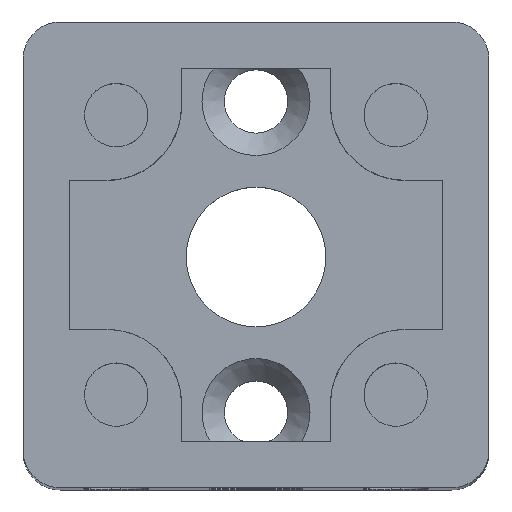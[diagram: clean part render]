
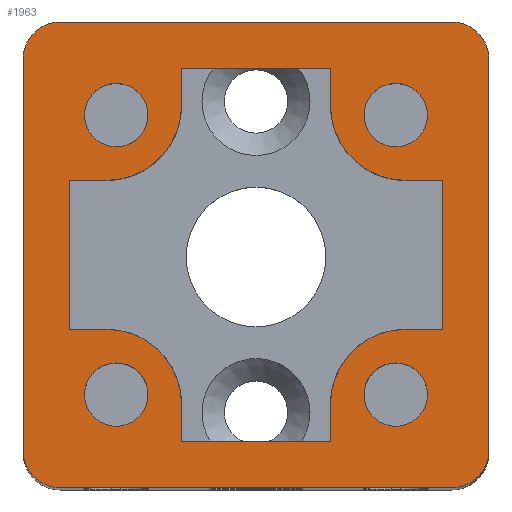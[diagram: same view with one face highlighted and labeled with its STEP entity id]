
A CAD part, top view. The second image highlights one B-rep face of the part: STEP entity #1963.
In plain terms, the highlighted planar face has unit normal (0, 0, 1).
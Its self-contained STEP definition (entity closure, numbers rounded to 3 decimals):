
#48=FACE_BOUND('',#306,.T.);
#49=FACE_BOUND('',#307,.T.);
#50=FACE_BOUND('',#308,.T.);
#51=FACE_BOUND('',#309,.T.);
#52=FACE_BOUND('',#310,.T.);
#131=PLANE('',#2132);
#205=FACE_OUTER_BOUND('',#305,.T.);
#305=EDGE_LOOP('',(#1570,#1571,#1572,#1573,#1574,#1575,#1576,#1577));
#306=EDGE_LOOP('',(#1578));
#307=EDGE_LOOP('',(#1579));
#308=EDGE_LOOP('',(#1580));
#309=EDGE_LOOP('',(#1581,#1582,#1583,#1584,#1585,#1586,#1587,#1588,#1589,
#1590,#1591,#1592,#1593,#1594,#1595,#1596));
#310=EDGE_LOOP('',(#1597));
#440=LINE('',#3061,#609);
#464=LINE('',#3234,#633);
#471=LINE('',#3260,#640);
#472=LINE('',#3264,#641);
#473=LINE('',#3268,#642);
#474=LINE('',#3271,#643);
#475=LINE('',#3274,#644);
#476=LINE('',#3276,#645);
#477=LINE('',#3279,#646);
#478=LINE('',#3281,#647);
#479=LINE('',#3285,#648);
#480=LINE('',#3287,#649);
#481=LINE('',#3289,#650);
#482=LINE('',#3293,#651);
#483=LINE('',#3295,#652);
#484=LINE('',#3296,#653);
#609=VECTOR('',#2426,10.);
#633=VECTOR('',#2500,10.);
#640=VECTOR('',#2527,10.);
#641=VECTOR('',#2530,10.);
#642=VECTOR('',#2533,10.);
#643=VECTOR('',#2536,10.);
#644=VECTOR('',#2539,10.);
#645=VECTOR('',#2540,10.);
#646=VECTOR('',#2543,10.);
#647=VECTOR('',#2544,10.);
#648=VECTOR('',#2547,10.);
#649=VECTOR('',#2548,10.);
#650=VECTOR('',#2549,10.);
#651=VECTOR('',#2552,10.);
#652=VECTOR('',#2553,10.);
#653=VECTOR('',#2554,10.);
#744=CIRCLE('',#2112,1.7);
#745=CIRCLE('',#2118,1.7);
#747=CIRCLE('',#2131,4.);
#748=CIRCLE('',#2133,2.);
#749=CIRCLE('',#2134,2.);
#750=CIRCLE('',#2135,2.);
#751=CIRCLE('',#2136,2.);
#752=CIRCLE('',#2137,1.7);
#753=CIRCLE('',#2138,4.);
#754=CIRCLE('',#2139,4.);
#755=CIRCLE('',#2140,4.);
#756=CIRCLE('',#2141,1.7);
#853=VERTEX_POINT('',#3058);
#854=VERTEX_POINT('',#3060);
#876=VERTEX_POINT('',#3162);
#879=VERTEX_POINT('',#3188);
#891=VERTEX_POINT('',#3231);
#892=VERTEX_POINT('',#3233);
#897=VERTEX_POINT('',#3250);
#898=VERTEX_POINT('',#3252);
#899=VERTEX_POINT('',#3256);
#900=VERTEX_POINT('',#3257);
#901=VERTEX_POINT('',#3259);
#902=VERTEX_POINT('',#3261);
#903=VERTEX_POINT('',#3263);
#904=VERTEX_POINT('',#3265);
#905=VERTEX_POINT('',#3267);
#906=VERTEX_POINT('',#3269);
#907=VERTEX_POINT('',#3272);
#908=VERTEX_POINT('',#3275);
#909=VERTEX_POINT('',#3277);
#910=VERTEX_POINT('',#3280);
#911=VERTEX_POINT('',#3282);
#912=VERTEX_POINT('',#3284);
#913=VERTEX_POINT('',#3286);
#914=VERTEX_POINT('',#3288);
#915=VERTEX_POINT('',#3290);
#916=VERTEX_POINT('',#3292);
#917=VERTEX_POINT('',#3294);
#918=VERTEX_POINT('',#3297);
#1088=EDGE_CURVE('',#854,#853,#440,.T.);
#1118=EDGE_CURVE('',#876,#876,#744,.T.);
#1125=EDGE_CURVE('',#879,#879,#745,.T.);
#1141=EDGE_CURVE('',#892,#891,#464,.T.);
#1150=EDGE_CURVE('',#897,#898,#747,.T.);
#1152=EDGE_CURVE('',#899,#900,#748,.T.);
#1153=EDGE_CURVE('',#899,#901,#471,.T.);
#1154=EDGE_CURVE('',#902,#901,#749,.T.);
#1155=EDGE_CURVE('',#902,#903,#472,.T.);
#1156=EDGE_CURVE('',#904,#903,#750,.T.);
#1157=EDGE_CURVE('',#904,#905,#473,.T.);
#1158=EDGE_CURVE('',#906,#905,#751,.T.);
#1159=EDGE_CURVE('',#906,#900,#474,.T.);
#1160=EDGE_CURVE('',#907,#907,#752,.T.);
#1161=EDGE_CURVE('',#897,#854,#475,.T.);
#1162=EDGE_CURVE('',#853,#908,#476,.T.);
#1163=EDGE_CURVE('',#909,#908,#753,.T.);
#1164=EDGE_CURVE('',#909,#892,#477,.T.);
#1165=EDGE_CURVE('',#891,#910,#478,.T.);
#1166=EDGE_CURVE('',#911,#910,#754,.T.);
#1167=EDGE_CURVE('',#911,#912,#479,.T.);
#1168=EDGE_CURVE('',#912,#913,#480,.T.);
#1169=EDGE_CURVE('',#914,#913,#481,.T.);
#1170=EDGE_CURVE('',#915,#914,#755,.T.);
#1171=EDGE_CURVE('',#916,#915,#482,.T.);
#1172=EDGE_CURVE('',#916,#917,#483,.T.);
#1173=EDGE_CURVE('',#917,#898,#484,.T.);
#1174=EDGE_CURVE('',#918,#918,#756,.T.);
#1570=ORIENTED_EDGE('',*,*,#1152,.F.);
#1571=ORIENTED_EDGE('',*,*,#1153,.T.);
#1572=ORIENTED_EDGE('',*,*,#1154,.F.);
#1573=ORIENTED_EDGE('',*,*,#1155,.T.);
#1574=ORIENTED_EDGE('',*,*,#1156,.F.);
#1575=ORIENTED_EDGE('',*,*,#1157,.T.);
#1576=ORIENTED_EDGE('',*,*,#1158,.F.);
#1577=ORIENTED_EDGE('',*,*,#1159,.T.);
#1578=ORIENTED_EDGE('',*,*,#1118,.T.);
#1579=ORIENTED_EDGE('',*,*,#1125,.T.);
#1580=ORIENTED_EDGE('',*,*,#1160,.T.);
#1581=ORIENTED_EDGE('',*,*,#1150,.F.);
#1582=ORIENTED_EDGE('',*,*,#1161,.T.);
#1583=ORIENTED_EDGE('',*,*,#1088,.T.);
#1584=ORIENTED_EDGE('',*,*,#1162,.T.);
#1585=ORIENTED_EDGE('',*,*,#1163,.F.);
#1586=ORIENTED_EDGE('',*,*,#1164,.T.);
#1587=ORIENTED_EDGE('',*,*,#1141,.T.);
#1588=ORIENTED_EDGE('',*,*,#1165,.T.);
#1589=ORIENTED_EDGE('',*,*,#1166,.F.);
#1590=ORIENTED_EDGE('',*,*,#1167,.T.);
#1591=ORIENTED_EDGE('',*,*,#1168,.T.);
#1592=ORIENTED_EDGE('',*,*,#1169,.F.);
#1593=ORIENTED_EDGE('',*,*,#1170,.F.);
#1594=ORIENTED_EDGE('',*,*,#1171,.F.);
#1595=ORIENTED_EDGE('',*,*,#1172,.T.);
#1596=ORIENTED_EDGE('',*,*,#1173,.T.);
#1597=ORIENTED_EDGE('',*,*,#1174,.F.);
#1963=ADVANCED_FACE('',(#205,#48,#49,#50,#51,#52),#131,.T.);
#2112=AXIS2_PLACEMENT_3D('',#3164,#2463,#2464);
#2118=AXIS2_PLACEMENT_3D('',#3190,#2478,#2479);
#2131=AXIS2_PLACEMENT_3D('',#3253,#2520,#2521);
#2132=AXIS2_PLACEMENT_3D('',#3255,#2523,#2524);
#2133=AXIS2_PLACEMENT_3D('',#3258,#2525,#2526);
#2134=AXIS2_PLACEMENT_3D('',#3262,#2528,#2529);
#2135=AXIS2_PLACEMENT_3D('',#3266,#2531,#2532);
#2136=AXIS2_PLACEMENT_3D('',#3270,#2534,#2535);
#2137=AXIS2_PLACEMENT_3D('',#3273,#2537,#2538);
#2138=AXIS2_PLACEMENT_3D('',#3278,#2541,#2542);
#2139=AXIS2_PLACEMENT_3D('',#3283,#2545,#2546);
#2140=AXIS2_PLACEMENT_3D('',#3291,#2550,#2551);
#2141=AXIS2_PLACEMENT_3D('',#3298,#2555,#2556);
#2426=DIRECTION('',(-1.,0.,0.));
#2463=DIRECTION('center_axis',(0.,0.,-1.));
#2464=DIRECTION('ref_axis',(1.,0.,0.));
#2478=DIRECTION('center_axis',(0.,0.,-1.));
#2479=DIRECTION('ref_axis',(0.,-1.,0.));
#2500=DIRECTION('',(0.,1.,0.));
#2520=DIRECTION('center_axis',(0.,0.,-1.));
#2521=DIRECTION('ref_axis',(-0.707,0.707,0.));
#2523=DIRECTION('center_axis',(0.,0.,1.));
#2524=DIRECTION('ref_axis',(1.,0.,0.));
#2525=DIRECTION('center_axis',(0.,0.,-1.));
#2526=DIRECTION('ref_axis',(-0.707,-0.707,0.));
#2527=DIRECTION('',(1.,0.,0.));
#2528=DIRECTION('center_axis',(0.,0.,-1.));
#2529=DIRECTION('ref_axis',(0.707,-0.707,0.));
#2530=DIRECTION('',(0.,1.,0.));
#2531=DIRECTION('center_axis',(0.,0.,-1.));
#2532=DIRECTION('ref_axis',(0.707,0.707,0.));
#2533=DIRECTION('',(-1.,0.,0.));
#2534=DIRECTION('center_axis',(0.,0.,-1.));
#2535=DIRECTION('ref_axis',(-0.707,0.707,0.));
#2536=DIRECTION('',(0.,-1.,0.));
#2537=DIRECTION('center_axis',(0.,0.,-1.));
#2538=DIRECTION('ref_axis',(-1.,0.,0.));
#2539=DIRECTION('',(0.,-1.,0.));
#2540=DIRECTION('',(0.,1.,0.));
#2541=DIRECTION('center_axis',(0.,0.,-1.));
#2542=DIRECTION('ref_axis',(0.707,0.707,0.));
#2543=DIRECTION('',(-1.,0.,0.));
#2544=DIRECTION('',(1.,0.,0.));
#2545=DIRECTION('center_axis',(0.,0.,-1.));
#2546=DIRECTION('ref_axis',(0.707,-0.707,0.));
#2547=DIRECTION('',(0.,1.,0.));
#2548=DIRECTION('',(1.,0.,0.));
#2549=DIRECTION('',(0.,1.,0.));
#2550=DIRECTION('center_axis',(0.,0.,-1.));
#2551=DIRECTION('ref_axis',(-0.707,-0.707,0.));
#2552=DIRECTION('',(-1.,0.,0.));
#2553=DIRECTION('',(0.,-1.,0.));
#2554=DIRECTION('',(-1.,0.,0.));
#2555=DIRECTION('center_axis',(0.,0.,1.));
#2556=DIRECTION('ref_axis',(1.,0.,0.));
#3058=CARTESIAN_POINT('',(-4.,-10.,68.));
#3060=CARTESIAN_POINT('',(4.,-10.,68.));
#3061=CARTESIAN_POINT('',(10.,-10.,68.));
#3162=CARTESIAN_POINT('',(5.8,-7.5,68.));
#3164=CARTESIAN_POINT('Origin',(7.5,-7.5,68.));
#3188=CARTESIAN_POINT('',(-7.5,-5.8,68.));
#3190=CARTESIAN_POINT('Origin',(-7.5,-7.5,68.));
#3231=CARTESIAN_POINT('',(-10.,4.,68.));
#3233=CARTESIAN_POINT('',(-10.,-4.,68.));
#3234=CARTESIAN_POINT('',(-10.,-10.,68.));
#3250=CARTESIAN_POINT('',(4.,-8.,68.));
#3252=CARTESIAN_POINT('',(8.,-4.,68.));
#3253=CARTESIAN_POINT('Origin',(8.,-8.,68.));
#3255=CARTESIAN_POINT('Origin',(0.,0.,68.));
#3256=CARTESIAN_POINT('',(-10.5,-12.5,68.));
#3257=CARTESIAN_POINT('',(-12.5,-10.5,68.));
#3258=CARTESIAN_POINT('Origin',(-10.5,-10.5,68.));
#3259=CARTESIAN_POINT('',(10.5,-12.5,68.));
#3260=CARTESIAN_POINT('',(-12.5,-12.5,68.));
#3261=CARTESIAN_POINT('',(12.5,-10.5,68.));
#3262=CARTESIAN_POINT('Origin',(10.5,-10.5,68.));
#3263=CARTESIAN_POINT('',(12.5,10.5,68.));
#3264=CARTESIAN_POINT('',(12.5,-12.5,68.));
#3265=CARTESIAN_POINT('',(10.5,12.5,68.));
#3266=CARTESIAN_POINT('Origin',(10.5,10.5,68.));
#3267=CARTESIAN_POINT('',(-10.5,12.5,68.));
#3268=CARTESIAN_POINT('',(12.5,12.5,68.));
#3269=CARTESIAN_POINT('',(-12.5,10.5,68.));
#3270=CARTESIAN_POINT('Origin',(-10.5,10.5,68.));
#3271=CARTESIAN_POINT('',(-12.5,12.5,68.));
#3272=CARTESIAN_POINT('',(-5.8,7.5,68.));
#3273=CARTESIAN_POINT('Origin',(-7.5,7.5,68.));
#3274=CARTESIAN_POINT('',(4.,-4.,68.));
#3275=CARTESIAN_POINT('',(-4.,-8.,68.));
#3276=CARTESIAN_POINT('',(-4.,-10.,68.));
#3277=CARTESIAN_POINT('',(-8.,-4.,68.));
#3278=CARTESIAN_POINT('Origin',(-8.,-8.,68.));
#3279=CARTESIAN_POINT('',(-4.,-4.,68.));
#3280=CARTESIAN_POINT('',(-8.,4.,68.));
#3281=CARTESIAN_POINT('',(-10.,4.,68.));
#3282=CARTESIAN_POINT('',(-4.,8.,68.));
#3283=CARTESIAN_POINT('Origin',(-8.,8.,68.));
#3284=CARTESIAN_POINT('',(-4.,10.,68.));
#3285=CARTESIAN_POINT('',(-4.,4.,68.));
#3286=CARTESIAN_POINT('',(4.,10.,68.));
#3287=CARTESIAN_POINT('',(-10.,10.,68.));
#3288=CARTESIAN_POINT('',(4.,8.,68.));
#3289=CARTESIAN_POINT('',(4.,4.,68.));
#3290=CARTESIAN_POINT('',(8.,4.,68.));
#3291=CARTESIAN_POINT('Origin',(8.,8.,68.));
#3292=CARTESIAN_POINT('',(10.,4.,68.));
#3293=CARTESIAN_POINT('',(10.,4.,68.));
#3294=CARTESIAN_POINT('',(10.,-4.,68.));
#3295=CARTESIAN_POINT('',(10.,12.5,68.));
#3296=CARTESIAN_POINT('',(10.,-4.,68.));
#3297=CARTESIAN_POINT('',(5.8,7.5,68.));
#3298=CARTESIAN_POINT('Origin',(7.5,7.5,68.));
